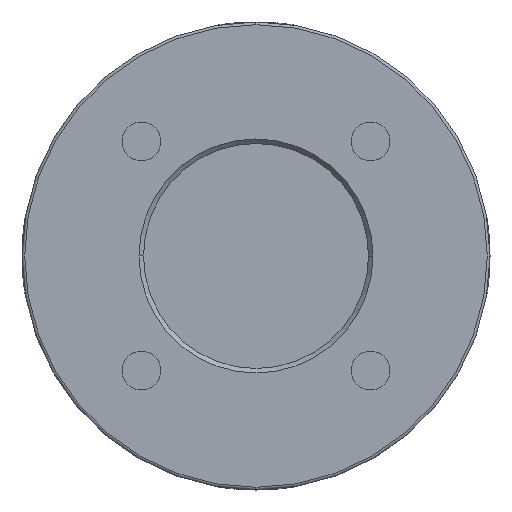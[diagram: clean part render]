
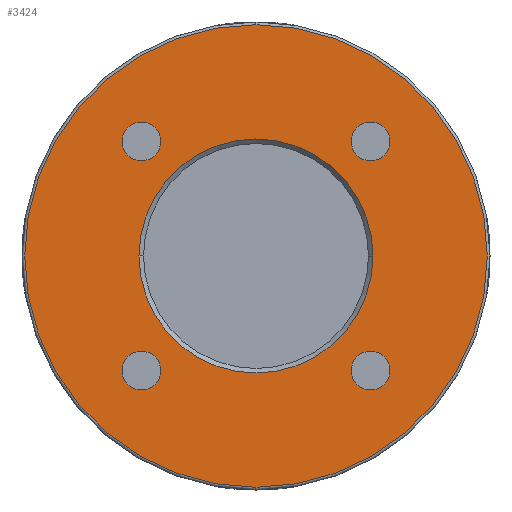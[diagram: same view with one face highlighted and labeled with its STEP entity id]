
A CAD part, left-side view. The second image highlights one B-rep face of the part: STEP entity #3424.
In plain terms, the highlighted planar face has unit normal (-1, 0, 0).
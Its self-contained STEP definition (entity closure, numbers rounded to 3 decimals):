
#199=CARTESIAN_POINT('',(0.,12.728,12.728));
#200=DIRECTION('',(1.,0.,0.));
#201=DIRECTION('',(0.,1.,0.));
#202=AXIS2_PLACEMENT_3D('',#199,#200,#201);
#204=CARTESIAN_POINT('',(0.,12.728,12.728));
#205=DIRECTION('',(1.,0.,0.));
#206=DIRECTION('',(0.,-1.,0.));
#207=AXIS2_PLACEMENT_3D('',#204,#205,#206);
#209=CARTESIAN_POINT('',(0.,-12.728,12.728));
#210=DIRECTION('',(1.,0.,0.));
#211=DIRECTION('',(0.,1.,0.));
#212=AXIS2_PLACEMENT_3D('',#209,#210,#211);
#214=CARTESIAN_POINT('',(0.,-12.728,12.728));
#215=DIRECTION('',(1.,0.,0.));
#216=DIRECTION('',(0.,-1.,0.));
#217=AXIS2_PLACEMENT_3D('',#214,#215,#216);
#219=CARTESIAN_POINT('',(0.,-12.728,-12.728));
#220=DIRECTION('',(1.,0.,0.));
#221=DIRECTION('',(0.,1.,0.));
#222=AXIS2_PLACEMENT_3D('',#219,#220,#221);
#224=CARTESIAN_POINT('',(0.,-12.728,-12.728));
#225=DIRECTION('',(1.,0.,0.));
#226=DIRECTION('',(0.,-1.,0.));
#227=AXIS2_PLACEMENT_3D('',#224,#225,#226);
#229=CARTESIAN_POINT('',(0.,12.728,-12.728));
#230=DIRECTION('',(1.,0.,0.));
#231=DIRECTION('',(0.,1.,0.));
#232=AXIS2_PLACEMENT_3D('',#229,#230,#231);
#234=CARTESIAN_POINT('',(0.,12.728,-12.728));
#235=DIRECTION('',(1.,0.,0.));
#236=DIRECTION('',(0.,-1.,0.));
#237=AXIS2_PLACEMENT_3D('',#234,#235,#236);
#239=CARTESIAN_POINT('',(0.,0.,0.));
#240=DIRECTION('',(1.,0.,0.));
#241=DIRECTION('',(0.,1.,0.));
#242=AXIS2_PLACEMENT_3D('',#239,#240,#241);
#249=CARTESIAN_POINT('',(0.,0.,0.));
#250=DIRECTION('',(1.,0.,0.));
#251=DIRECTION('',(0.,-1.,0.));
#252=AXIS2_PLACEMENT_3D('',#249,#250,#251);
#285=CARTESIAN_POINT('',(0.,0.,0.));
#286=DIRECTION('',(-1.,0.,0.));
#287=DIRECTION('',(0.,0.,-1.));
#288=AXIS2_PLACEMENT_3D('',#285,#286,#287);
#300=CARTESIAN_POINT('',(0.,0.,0.));
#301=DIRECTION('',(-1.,0.,0.));
#302=DIRECTION('',(0.,0.,1.));
#303=AXIS2_PLACEMENT_3D('',#300,#301,#302);
#2819=CARTESIAN_POINT('',(0.,13.,0.));
#2820=CARTESIAN_POINT('',(0.,-13.,0.));
#2821=VERTEX_POINT('',#2819);
#2822=VERTEX_POINT('',#2820);
#2843=CARTESIAN_POINT('',(0.,0.,-25.7));
#2844=CARTESIAN_POINT('',(0.,0.,25.7));
#2845=VERTEX_POINT('',#2843);
#2846=VERTEX_POINT('',#2844);
#2859=CARTESIAN_POINT('',(0.,14.878,12.728));
#2860=CARTESIAN_POINT('',(0.,10.578,12.728));
#2861=VERTEX_POINT('',#2859);
#2862=VERTEX_POINT('',#2860);
#2867=CARTESIAN_POINT('',(0.,-10.578,12.728));
#2868=CARTESIAN_POINT('',(0.,-14.878,12.728));
#2869=VERTEX_POINT('',#2867);
#2870=VERTEX_POINT('',#2868);
#2875=CARTESIAN_POINT('',(0.,-10.578,-12.728));
#2876=CARTESIAN_POINT('',(0.,-14.878,-12.728));
#2877=VERTEX_POINT('',#2875);
#2878=VERTEX_POINT('',#2876);
#2883=CARTESIAN_POINT('',(0.,14.878,-12.728));
#2884=CARTESIAN_POINT('',(0.,10.578,-12.728));
#2885=VERTEX_POINT('',#2883);
#2886=VERTEX_POINT('',#2884);
#3383=CARTESIAN_POINT('',(0.,0.,0.));
#3384=DIRECTION('',(1.,0.,0.));
#3385=DIRECTION('',(0.,0.,-1.));
#3386=AXIS2_PLACEMENT_3D('',#3383,#3384,#3385);
#3387=PLANE('',#3386);
#3389=ORIENTED_EDGE('',*,*,#3388,.F.);
#3391=ORIENTED_EDGE('',*,*,#3390,.F.);
#3392=EDGE_LOOP('',(#3389,#3391));
#3393=FACE_OUTER_BOUND('',#3392,.F.);
#3395=ORIENTED_EDGE('',*,*,#3394,.F.);
#3397=ORIENTED_EDGE('',*,*,#3396,.F.);
#3398=EDGE_LOOP('',(#3395,#3397));
#3399=FACE_BOUND('',#3398,.F.);
#3401=ORIENTED_EDGE('',*,*,#3400,.F.);
#3403=ORIENTED_EDGE('',*,*,#3402,.F.);
#3404=EDGE_LOOP('',(#3401,#3403));
#3405=FACE_BOUND('',#3404,.F.);
#3407=ORIENTED_EDGE('',*,*,#3406,.F.);
#3409=ORIENTED_EDGE('',*,*,#3408,.F.);
#3410=EDGE_LOOP('',(#3407,#3409));
#3411=FACE_BOUND('',#3410,.F.);
#3413=ORIENTED_EDGE('',*,*,#3412,.F.);
#3415=ORIENTED_EDGE('',*,*,#3414,.F.);
#3416=EDGE_LOOP('',(#3413,#3415));
#3417=FACE_BOUND('',#3416,.F.);
#3419=ORIENTED_EDGE('',*,*,#3418,.F.);
#3421=ORIENTED_EDGE('',*,*,#3420,.F.);
#3422=EDGE_LOOP('',(#3419,#3421));
#3423=FACE_BOUND('',#3422,.F.);
#3424=ADVANCED_FACE('',(#3393,#3399,#3405,#3411,#3417,#3423),#3387,.F.);
#203=CIRCLE('',#202,2.15);
#208=CIRCLE('',#207,2.15);
#213=CIRCLE('',#212,2.15);
#218=CIRCLE('',#217,2.15);
#223=CIRCLE('',#222,2.15);
#228=CIRCLE('',#227,2.15);
#233=CIRCLE('',#232,2.15);
#238=CIRCLE('',#237,2.15);
#243=CIRCLE('',#242,13.);
#253=CIRCLE('',#252,13.);
#289=CIRCLE('',#288,25.7);
#304=CIRCLE('',#303,25.7);
#3388=EDGE_CURVE('',#2845,#2846,#289,.T.);
#3390=EDGE_CURVE('',#2846,#2845,#304,.T.);
#3394=EDGE_CURVE('',#2821,#2822,#243,.T.);
#3396=EDGE_CURVE('',#2822,#2821,#253,.T.);
#3400=EDGE_CURVE('',#2861,#2862,#203,.T.);
#3402=EDGE_CURVE('',#2862,#2861,#208,.T.);
#3406=EDGE_CURVE('',#2869,#2870,#213,.T.);
#3408=EDGE_CURVE('',#2870,#2869,#218,.T.);
#3412=EDGE_CURVE('',#2877,#2878,#223,.T.);
#3414=EDGE_CURVE('',#2878,#2877,#228,.T.);
#3418=EDGE_CURVE('',#2885,#2886,#233,.T.);
#3420=EDGE_CURVE('',#2886,#2885,#238,.T.);
